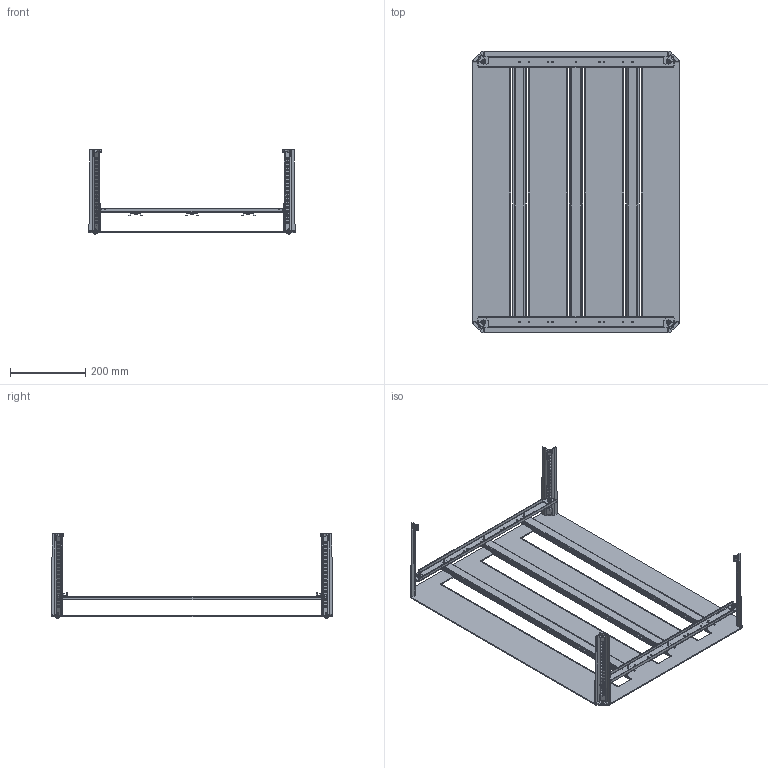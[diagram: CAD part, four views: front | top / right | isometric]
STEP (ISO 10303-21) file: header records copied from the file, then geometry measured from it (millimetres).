
FILE_DESCRIPTION (( 'STEP AP203' ), '1' );
FILE_NAME ('DRS ARCA 6080.STEP', '2022-11-02T10:13:10', ( '' ), ( '' ), 'SwSTEP 2.0', 'SolidWorks 2021', '' );
FILE_SCHEMA (( 'CONFIG_CONTROL_DESIGN' ));
Length unit declared in the file: millimetre
Products named in the file (10): FCX 6080; CBS Metal Clip Mid_Domyslna; 12769; SB ARCA 6080; KVT_S_M6_1; DRS ARCA 6080; FP 6080; PT5x10; M4x10 Thread forming PZ; CB ARCA 30
Assembly tree (26 placements, depth 3):
  DRS ARCA 6080
    CB ARCA 30  x4
    CBS Metal Clip Mid_Domyslna  x4
      KVT_S_M6_1
      12769
    SB ARCA 6080  x2
    FCX 6080  x3
    M4x10 Thread forming PZ  x6
    FP 6080
    PT5x10  x4
Bounding box: 548 x 748 x 223.74 mm (x, y, z)
Volume: 1254932.6 mm3; surface area: 1046093.6 mm2
Topology: 28 solids, 28 shells, 4239 faces, 11729 edges, 7782 vertices
Faces by surface type: plane 2478, cylinder 833, bspline 512, cone 368, torus 40, sphere 8
Entity records: 47133 total; most frequent: CARTESIAN_POINT 17392, ORIENTED_EDGE 6272, DIRECTION 5276, EDGE_CURVE 3136, VERTEX_POINT 2082, VECTOR 2022, LINE 2022, AXIS2_PLACEMENT_3D 1627
